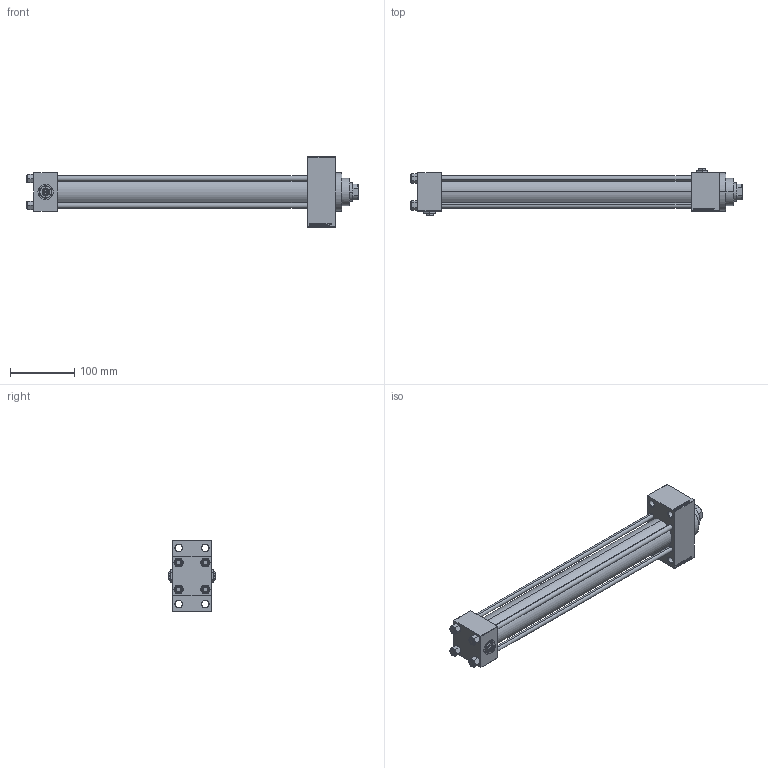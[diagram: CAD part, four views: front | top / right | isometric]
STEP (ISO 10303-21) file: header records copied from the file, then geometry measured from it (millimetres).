
FILE_DESCRIPTION (( 'STEP AP203' ), '1' );
FILE_NAME ('c95b.STEP', '2022-04-16T00:35:24', ( '' ), ( '' ), 'SwSTEP 2.0', 'SolidWorks 2019', '' );
FILE_SCHEMA (( 'CONFIG_CONTROL_DESIGN' ));
Length unit declared in the file: millimetre
Products named in the file (7): NUT_M5_D 009ff7ba46c0305e10bf00fdd583af6f; V215CR_VCP_D 009ff7ba46c0305e10bf00fdd583af6f; V215_VC_A 009ff7ba46c0305e10bf00fdd583af6f; V215CR_D_TYCINKA 009ff7ba46c0305e10bf00fdd583af6f; c95b; V215CR_D_Body 009ff7ba46c0305e10bf00fdd583af6f; Zatka_pro_OIL_PORT 009ff7ba46c0305e10bf00fdd583af6f
Assembly tree (13 placements, depth 2):
  c95b
    V215CR_D_Body 009ff7ba46c0305e10bf00fdd583af6f
    V215CR_VCP_D 009ff7ba46c0305e10bf00fdd583af6f
    NUT_M5_D 009ff7ba46c0305e10bf00fdd583af6f  x4
    V215CR_D_TYCINKA 009ff7ba46c0305e10bf00fdd583af6f  x4
    V215_VC_A 009ff7ba46c0305e10bf00fdd583af6f
    Zatka_pro_OIL_PORT 009ff7ba46c0305e10bf00fdd583af6f  x2
Bounding box: 515 x 74 x 109 mm (x, y, z)
Volume: 940100.5 mm3; surface area: 280966.3 mm2
Topology: 13 solids, 13 shells, 1199 faces, 2972 edges, 1913 vertices
Faces by surface type: plane 546, bspline 368, cone 184, cylinder 93, torus 8
Entity records: 49020 total; most frequent: CARTESIAN_POINT 25564, ORIENTED_EDGE 5244, DIRECTION 3434, EDGE_CURVE 2622, VERTEX_POINT 1711, VECTOR 1546, LINE 1546, EDGE_LOOP 1169
